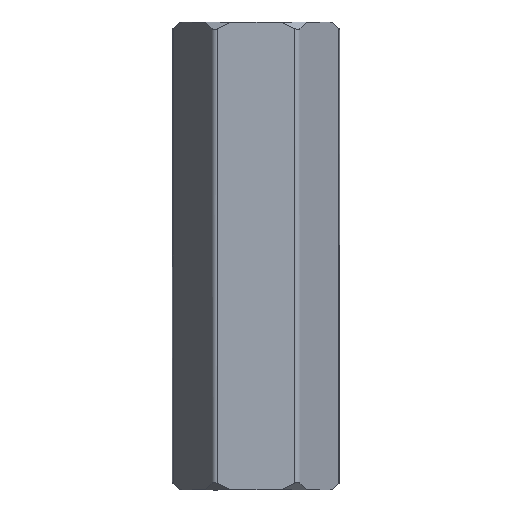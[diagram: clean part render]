
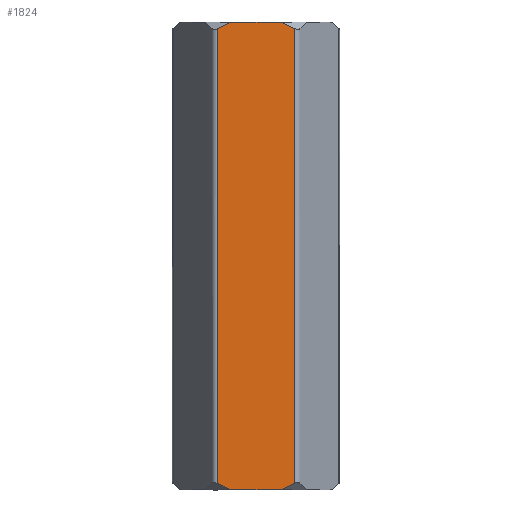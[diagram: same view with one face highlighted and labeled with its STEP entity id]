
A CAD part, front view. The second image highlights one B-rep face of the part: STEP entity #1824.
In plain terms, the highlighted planar face has unit normal (0, -1, 0).
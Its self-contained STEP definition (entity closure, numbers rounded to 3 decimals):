
#29=PLANE('',#1947);
#130=FACE_OUTER_BOUND('',#226,.T.);
#226=EDGE_LOOP('',(#1435,#1436,#1437,#1438,#1439,#1440,#1441,#1442));
#491=LINE('',#4748,#615);
#493=LINE('',#4754,#617);
#496=LINE('',#4760,#620);
#497=LINE('',#4762,#621);
#498=LINE('',#4764,#622);
#499=LINE('',#4766,#623);
#500=LINE('',#4768,#624);
#501=LINE('',#4769,#625);
#615=VECTOR('',#2241,10.);
#617=VECTOR('',#2247,10.);
#620=VECTOR('',#2252,10.);
#621=VECTOR('',#2253,10.);
#622=VECTOR('',#2254,10.);
#623=VECTOR('',#2255,10.);
#624=VECTOR('',#2256,10.);
#625=VECTOR('',#2257,10.);
#813=VERTEX_POINT('',#4745);
#814=VERTEX_POINT('',#4747);
#816=VERTEX_POINT('',#4753);
#818=VERTEX_POINT('',#4759);
#819=VERTEX_POINT('',#4761);
#820=VERTEX_POINT('',#4763);
#821=VERTEX_POINT('',#4765);
#822=VERTEX_POINT('',#4767);
#1071=EDGE_CURVE('',#813,#814,#491,.T.);
#1074=EDGE_CURVE('',#814,#816,#493,.T.);
#1077=EDGE_CURVE('',#813,#818,#496,.T.);
#1078=EDGE_CURVE('',#819,#818,#497,.T.);
#1079=EDGE_CURVE('',#819,#820,#498,.T.);
#1080=EDGE_CURVE('',#821,#820,#499,.T.);
#1081=EDGE_CURVE('',#822,#821,#500,.T.);
#1082=EDGE_CURVE('',#822,#816,#501,.T.);
#1435=ORIENTED_EDGE('',*,*,#1071,.F.);
#1436=ORIENTED_EDGE('',*,*,#1077,.T.);
#1437=ORIENTED_EDGE('',*,*,#1078,.F.);
#1438=ORIENTED_EDGE('',*,*,#1079,.T.);
#1439=ORIENTED_EDGE('',*,*,#1080,.F.);
#1440=ORIENTED_EDGE('',*,*,#1081,.F.);
#1441=ORIENTED_EDGE('',*,*,#1082,.T.);
#1442=ORIENTED_EDGE('',*,*,#1074,.F.);
#1824=ADVANCED_FACE('',(#130),#29,.T.);
#1947=AXIS2_PLACEMENT_3D('',#4758,#2250,#2251);
#2241=DIRECTION('',(0.,0.,-1.));
#2247=DIRECTION('',(-0.894,0.,-0.447));
#2250=DIRECTION('center_axis',(0.,-1.,0.));
#2251=DIRECTION('ref_axis',(1.,0.,0.));
#2252=DIRECTION('',(-0.894,0.,0.447));
#2253=DIRECTION('',(1.,0.,0.));
#2254=DIRECTION('',(-0.894,0.,-0.447));
#2255=DIRECTION('',(0.,0.,1.));
#2256=DIRECTION('',(-0.894,0.,0.447));
#2257=DIRECTION('',(1.,0.,0.));
#4745=CARTESIAN_POINT('',(1.328,-2.5,7.771));
#4747=CARTESIAN_POINT('',(1.328,-2.5,-7.771));
#4748=CARTESIAN_POINT('',(1.328,-2.5,0.));
#4753=CARTESIAN_POINT('',(0.87,-2.5,-8.));
#4754=CARTESIAN_POINT('',(1.89,-2.5,-7.49));
#4758=CARTESIAN_POINT('Origin',(-1.443,-2.5,0.));
#4759=CARTESIAN_POINT('',(0.87,-2.5,8.));
#4760=CARTESIAN_POINT('',(1.89,-2.5,7.49));
#4761=CARTESIAN_POINT('',(-0.87,-2.5,8.));
#4762=CARTESIAN_POINT('',(-1.443,-2.5,8.));
#4763=CARTESIAN_POINT('',(-1.328,-2.5,7.771));
#4764=CARTESIAN_POINT('',(-2.698,-2.5,7.086));
#4765=CARTESIAN_POINT('',(-1.328,-2.5,-7.771));
#4766=CARTESIAN_POINT('',(-1.328,-2.5,0.));
#4767=CARTESIAN_POINT('',(-0.87,-2.5,-8.));
#4768=CARTESIAN_POINT('',(-2.698,-2.5,-7.086));
#4769=CARTESIAN_POINT('',(-1.443,-2.5,-8.));
